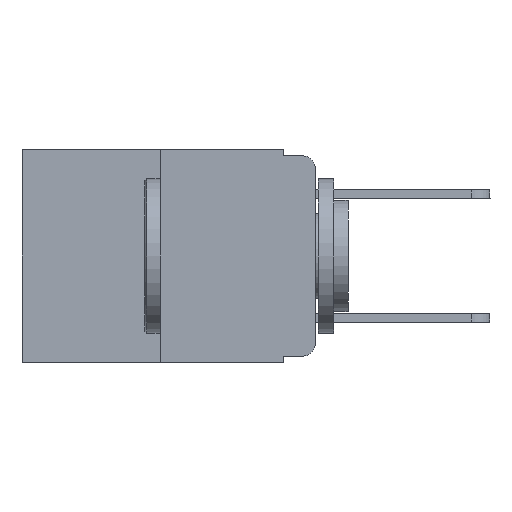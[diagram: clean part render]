
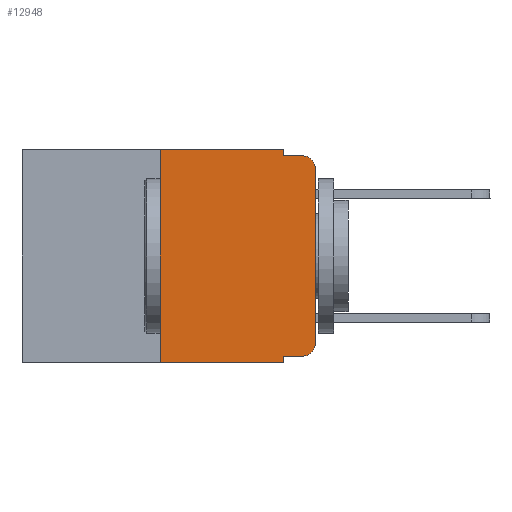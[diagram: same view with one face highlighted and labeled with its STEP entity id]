
A CAD part, left-side view. The second image highlights one B-rep face of the part: STEP entity #12948.
In plain terms, the highlighted planar face has unit normal (-1, 0, 0).
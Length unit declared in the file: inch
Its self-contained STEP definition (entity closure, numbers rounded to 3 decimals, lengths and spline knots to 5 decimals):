
#223 = AXIS2_PLACEMENT_3D ( 'NONE', #4041, #11012, #12286 ) ;
#537 = EDGE_CURVE ( 'NONE', #14434, #22012, #19433, .T. ) ;
#667 = VERTEX_POINT ( 'NONE', #9768 ) ;
#928 = ORIENTED_EDGE ( 'NONE', *, *, #537, .T. ) ;
#1047 = ORIENTED_EDGE ( 'NONE', *, *, #15793, .T. ) ;
#1298 = CIRCLE ( 'NONE', #223, 0.02 ) ;
#1436 = ORIENTED_EDGE ( 'NONE', *, *, #6515, .F. ) ;
#1773 = VECTOR ( 'NONE', #5335, 39.37008 ) ;
#1851 = ORIENTED_EDGE ( 'NONE', *, *, #15027, .T. ) ;
#2415 = EDGE_CURVE ( 'NONE', #2568, #4346, #18361, .T. ) ;
#2568 = VERTEX_POINT ( 'NONE', #17890 ) ;
#2609 = ORIENTED_EDGE ( 'NONE', *, *, #20273, .T. ) ;
#3329 = DIRECTION ( 'NONE',  ( 0., 0., 1. ) ) ;
#3352 = CARTESIAN_POINT ( 'NONE',  ( 0., 0.473, 0. ) ) ;
#3464 = VECTOR ( 'NONE', #21411, 39.37008 ) ;
#4041 = CARTESIAN_POINT ( 'NONE',  ( 0., 0.02, -0.313 ) ) ;
#4157 = EDGE_CURVE ( 'NONE', #12857, #8741, #8378, .T. ) ;
#4222 = LINE ( 'NONE', #11088, #10665 ) ;
#4325 = CARTESIAN_POINT ( 'NONE',  ( 0., 0.473, 0. ) ) ;
#4346 = VERTEX_POINT ( 'NONE', #12563 ) ;
#5060 = LINE ( 'NONE', #20533, #12644 ) ;
#5202 = VERTEX_POINT ( 'NONE', #17142 ) ;
#5335 = DIRECTION ( 'NONE',  ( 0., -1., 0. ) ) ;
#5340 = CARTESIAN_POINT ( 'NONE',  ( 0., 0.051, 0. ) ) ;
#5812 = ORIENTED_EDGE ( 'NONE', *, *, #4157, .F. ) ;
#5886 = ORIENTED_EDGE ( 'NONE', *, *, #2415, .F. ) ;
#6430 = AXIS2_PLACEMENT_3D ( 'NONE', #21869, #17027, #9990 ) ;
#6515 = EDGE_CURVE ( 'NONE', #8741, #22012, #9191, .T. ) ;
#7561 = VECTOR ( 'NONE', #3329, 39.37008 ) ;
#8167 = ORIENTED_EDGE ( 'NONE', *, *, #21640, .F. ) ;
#8378 = LINE ( 'NONE', #14256, #9402 ) ;
#8535 = CARTESIAN_POINT ( 'NONE',  ( 0., 0.051, 0. ) ) ;
#8741 = VERTEX_POINT ( 'NONE', #11452 ) ;
#9191 = LINE ( 'NONE', #13042, #3464 ) ;
#9402 = VECTOR ( 'NONE', #17441, 39.37008 ) ;
#9768 = CARTESIAN_POINT ( 'NONE',  ( 0., 0., -0.313 ) ) ;
#9990 = DIRECTION ( 'NONE',  ( 0., 0., -1. ) ) ;
#10410 = EDGE_CURVE ( 'NONE', #4346, #12857, #16867, .T. ) ;
#10665 = VECTOR ( 'NONE', #21600, 39.37008 ) ;
#11012 = DIRECTION ( 'NONE',  ( -1., 0., 0. ) ) ;
#11088 = CARTESIAN_POINT ( 'NONE',  ( 0., 0., 0. ) ) ;
#11452 = CARTESIAN_POINT ( 'NONE',  ( 0., 0.051, -0.01 ) ) ;
#11933 = PLANE ( 'NONE',  #12458 ) ;
#12273 = DIRECTION ( 'NONE',  ( 1., 0., 0. ) ) ;
#12286 = DIRECTION ( 'NONE',  ( 0., 0., -1. ) ) ;
#12458 = AXIS2_PLACEMENT_3D ( 'NONE', #3352, #12273, #17487 ) ;
#12563 = CARTESIAN_POINT ( 'NONE',  ( 0., 0.25, 0. ) ) ;
#12644 = VECTOR ( 'NONE', #14305, 39.37008 ) ;
#12857 = VERTEX_POINT ( 'NONE', #8535 ) ;
#12948 = ADVANCED_FACE ( 'NONE', ( #17255 ), #11933, .F. ) ;
#13042 = CARTESIAN_POINT ( 'NONE',  ( 0., 0.051, -0.01 ) ) ;
#13210 = CARTESIAN_POINT ( 'NONE',  ( 0., 0.02, -0.01 ) ) ;
#13681 = ORIENTED_EDGE ( 'NONE', *, *, #10410, .F. ) ;
#13743 = VECTOR ( 'NONE', #19240, 39.37008 ) ;
#14256 = CARTESIAN_POINT ( 'NONE',  ( 0., 0.051, 0. ) ) ;
#14305 = DIRECTION ( 'NONE',  ( 0., -1., 0. ) ) ;
#14434 = VERTEX_POINT ( 'NONE', #16432 ) ;
#14439 = CARTESIAN_POINT ( 'NONE',  ( 0., 0.02, -0.333 ) ) ;
#15027 = EDGE_CURVE ( 'NONE', #667, #14434, #4222, .T. ) ;
#15159 = LINE ( 'NONE', #19120, #1773 ) ;
#15201 = ORIENTED_EDGE ( 'NONE', *, *, #21260, .T. ) ;
#15793 = EDGE_CURVE ( 'NONE', #17299, #667, #1298, .T. ) ;
#16432 = CARTESIAN_POINT ( 'NONE',  ( 0., 0., -0.03 ) ) ;
#16630 = VECTOR ( 'NONE', #19807, 39.37008 ) ;
#16867 = LINE ( 'NONE', #4325, #16630 ) ;
#16889 = LINE ( 'NONE', #5340, #13743 ) ;
#17027 = DIRECTION ( 'NONE',  ( -1., 0., 0. ) ) ;
#17142 = CARTESIAN_POINT ( 'NONE',  ( 0., 0.051, -0.333 ) ) ;
#17255 = FACE_OUTER_BOUND ( 'NONE', #19507, .T. ) ;
#17299 = VERTEX_POINT ( 'NONE', #14439 ) ;
#17441 = DIRECTION ( 'NONE',  ( 0., 0., -1. ) ) ;
#17487 = DIRECTION ( 'NONE',  ( 0., 0., -1. ) ) ;
#17890 = CARTESIAN_POINT ( 'NONE',  ( 0., 0.25, -0.343 ) ) ;
#18361 = LINE ( 'NONE', #18825, #7561 ) ;
#18825 = CARTESIAN_POINT ( 'NONE',  ( 0., 0.25, 0. ) ) ;
#19120 = CARTESIAN_POINT ( 'NONE',  ( 0., 0.051, -0.333 ) ) ;
#19240 = DIRECTION ( 'NONE',  ( 0., 0., -1. ) ) ;
#19433 = CIRCLE ( 'NONE', #6430, 0.02 ) ;
#19507 = EDGE_LOOP ( 'NONE', ( #1851, #928, #1436, #5812, #13681, #5886, #15201, #8167, #2609, #1047 ) ) ;
#19807 = DIRECTION ( 'NONE',  ( 0., -1., 0. ) ) ;
#20273 = EDGE_CURVE ( 'NONE', #5202, #17299, #15159, .T. ) ;
#20533 = CARTESIAN_POINT ( 'NONE',  ( 0., 0.473, -0.343 ) ) ;
#20858 = VERTEX_POINT ( 'NONE', #21215 ) ;
#21215 = CARTESIAN_POINT ( 'NONE',  ( 0., 0.051, -0.343 ) ) ;
#21260 = EDGE_CURVE ( 'NONE', #2568, #20858, #5060, .T. ) ;
#21411 = DIRECTION ( 'NONE',  ( 0., -1., 0. ) ) ;
#21600 = DIRECTION ( 'NONE',  ( 0., 0., 1. ) ) ;
#21640 = EDGE_CURVE ( 'NONE', #5202, #20858, #16889, .T. ) ;
#21869 = CARTESIAN_POINT ( 'NONE',  ( 0., 0.02, -0.03 ) ) ;
#22012 = VERTEX_POINT ( 'NONE', #13210 ) ;
